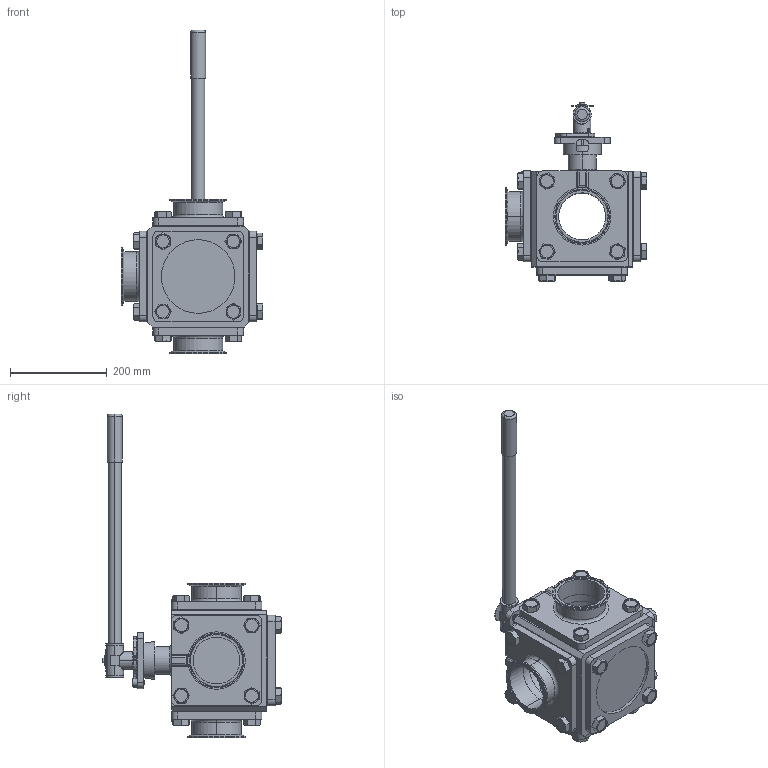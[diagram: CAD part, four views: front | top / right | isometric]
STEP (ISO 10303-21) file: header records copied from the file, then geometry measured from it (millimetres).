
FILE_DESCRIPTION (( 'STEP AP214' ), '1' );
FILE_NAME ('33-SA-0400-XXX.step', '2019-09-30T20:17:20', ( '' ), ( '' ), 'SwSTEP 2.0', 'SolidWorks 2019', '' );
FILE_SCHEMA (( 'AUTOMOTIVE_DESIGN' ));
Length unit declared in the file: inch
Products named in the file (2): 33-SA-0400-XXX
Bounding box: 293.75 x 369.72 x 669.99 mm (x, y, z)
Surface area: 829940.5 mm2 (no closed solid volume)
Topology: 0 solids, 64 shells, 707 faces, 1920 edges, 1269 vertices
Faces by surface type: plane 290, cylinder 250, cone 144, torus 18, bspline 5
Entity records: 33235 total; most frequent: CARTESIAN_POINT 6314, DIRECTION 3822, ORIENTED_EDGE 3341, EDGE_CURVE 1918, AXIS2_PLACEMENT_3D 1510, VERTEX_POINT 1269, EDGE_LOOP 833, CIRCLE 806
